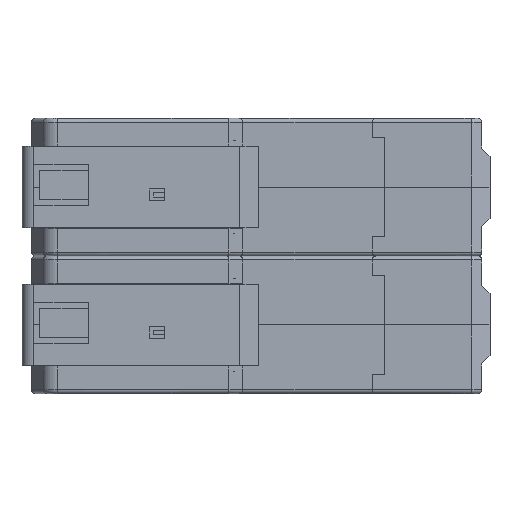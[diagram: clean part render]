
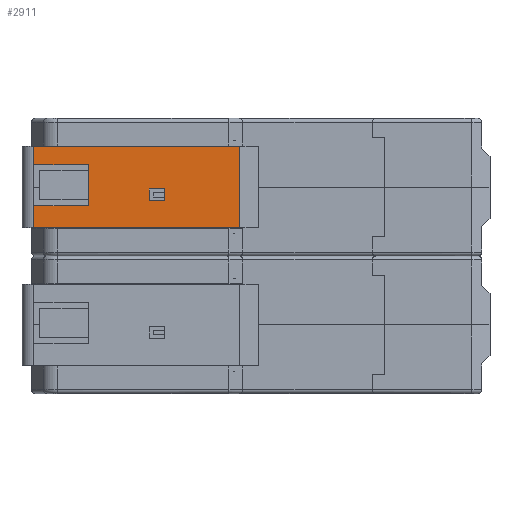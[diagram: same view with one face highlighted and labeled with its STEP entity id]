
A CAD part, front view. The second image highlights one B-rep face of the part: STEP entity #2911.
In plain terms, the highlighted planar face has unit normal (0, -1, 0).
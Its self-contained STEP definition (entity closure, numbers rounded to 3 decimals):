
#1267=PLANE('',#35230);
#2202=FACE_BOUND('',#6671,.T.);
#2203=FACE_BOUND('',#6672,.T.);
#2911=ADVANCED_FACE('',(#2202,#2203),#1267,.F.);
#6671=EDGE_LOOP('',(#18931,#18932,#18933,#18934));
#6672=EDGE_LOOP('',(#18935,#18936,#18937,#18938,#18939,#18940,#18941,#18942));
#9380=LINE('',#54229,#13159);
#9420=LINE('',#54321,#13199);
#9421=LINE('',#54324,#13200);
#9422=LINE('',#54326,#13201);
#9423=LINE('',#54328,#13202);
#9424=LINE('',#54329,#13203);
#9425=LINE('',#54332,#13204);
#9426=LINE('',#54334,#13205);
#9427=LINE('',#54336,#13206);
#9428=LINE('',#54338,#13207);
#9429=LINE('',#54340,#13208);
#9430=LINE('',#54341,#13209);
#13159=VECTOR('',#39995,1.);
#13199=VECTOR('',#40051,1.);
#13200=VECTOR('',#40052,1.);
#13201=VECTOR('',#40053,1.);
#13202=VECTOR('',#40054,1.);
#13203=VECTOR('',#40055,1.);
#13204=VECTOR('',#40056,1.);
#13205=VECTOR('',#40057,1.);
#13206=VECTOR('',#40058,1.);
#13207=VECTOR('',#40059,1.);
#13208=VECTOR('',#40060,1.);
#13209=VECTOR('',#40061,1.);
#18931=ORIENTED_EDGE('',*,*,#30337,.F.);
#18932=ORIENTED_EDGE('',*,*,#30338,.F.);
#18933=ORIENTED_EDGE('',*,*,#30339,.F.);
#18934=ORIENTED_EDGE('',*,*,#30340,.F.);
#18935=ORIENTED_EDGE('',*,*,#30341,.F.);
#18936=ORIENTED_EDGE('',*,*,#30342,.T.);
#18937=ORIENTED_EDGE('',*,*,#30343,.F.);
#18938=ORIENTED_EDGE('',*,*,#30344,.F.);
#18939=ORIENTED_EDGE('',*,*,#30345,.F.);
#18940=ORIENTED_EDGE('',*,*,#30346,.T.);
#18941=ORIENTED_EDGE('',*,*,#30292,.T.);
#18942=ORIENTED_EDGE('',*,*,#30347,.F.);
#26516=VERTEX_POINT('',#54230);
#26517=VERTEX_POINT('',#54231);
#26560=VERTEX_POINT('',#54322);
#26561=VERTEX_POINT('',#54323);
#26562=VERTEX_POINT('',#54325);
#26563=VERTEX_POINT('',#54327);
#26564=VERTEX_POINT('',#54330);
#26565=VERTEX_POINT('',#54331);
#26566=VERTEX_POINT('',#54333);
#26567=VERTEX_POINT('',#54335);
#26568=VERTEX_POINT('',#54337);
#26569=VERTEX_POINT('',#54339);
#30292=EDGE_CURVE('',#26516,#26517,#9380,.T.);
#30337=EDGE_CURVE('',#26560,#26561,#9420,.T.);
#30338=EDGE_CURVE('',#26562,#26560,#9421,.T.);
#30339=EDGE_CURVE('',#26563,#26562,#9422,.T.);
#30340=EDGE_CURVE('',#26561,#26563,#9423,.T.);
#30341=EDGE_CURVE('',#26564,#26565,#9424,.T.);
#30342=EDGE_CURVE('',#26564,#26566,#9425,.T.);
#30343=EDGE_CURVE('',#26567,#26566,#9426,.T.);
#30344=EDGE_CURVE('',#26568,#26567,#9427,.T.);
#30345=EDGE_CURVE('',#26569,#26568,#9428,.T.);
#30346=EDGE_CURVE('',#26569,#26516,#9429,.T.);
#30347=EDGE_CURVE('',#26565,#26517,#9430,.T.);
#35230=AXIS2_PLACEMENT_3D('',#54342,#40062,#40063);
#39995=DIRECTION('',(1.,0.,0.));
#40051=DIRECTION('',(0.,0.,-1.));
#40052=DIRECTION('',(-1.,0.,0.));
#40053=DIRECTION('',(0.,0.,1.));
#40054=DIRECTION('',(1.,0.,0.));
#40055=DIRECTION('',(1.,0.,0.));
#40056=DIRECTION('',(0.,0.,-1.));
#40057=DIRECTION('',(-1.,0.,0.));
#40058=DIRECTION('',(0.,0.,1.));
#40059=DIRECTION('',(1.,0.,0.));
#40060=DIRECTION('',(0.,0.,-1.));
#40061=DIRECTION('',(0.,0.,-1.));
#40062=DIRECTION('',(0.,1.,0.));
#40063=DIRECTION('',(1.,0.,0.));
#54229=CARTESIAN_POINT('',(-45.914,-44.124,-27.978));
#54230=CARTESIAN_POINT('',(-42.914,-44.124,-27.978));
#54231=CARTESIAN_POINT('',(9.761,-44.124,-27.978));
#54321=CARTESIAN_POINT('',(-13.414,-44.124,-7.178));
#54322=CARTESIAN_POINT('',(-13.414,-44.124,-18.056));
#54323=CARTESIAN_POINT('',(-13.414,-44.124,-21.056));
#54324=CARTESIAN_POINT('',(-45.914,-44.124,-18.056));
#54325=CARTESIAN_POINT('',(-9.414,-44.124,-18.056));
#54326=CARTESIAN_POINT('',(-9.414,-44.124,-7.178));
#54327=CARTESIAN_POINT('',(-9.414,-44.124,-21.056));
#54328=CARTESIAN_POINT('',(-45.914,-44.124,-21.056));
#54329=CARTESIAN_POINT('',(-45.914,-44.124,-7.178));
#54330=CARTESIAN_POINT('',(-42.914,-44.124,-7.178));
#54331=CARTESIAN_POINT('',(9.761,-44.124,-7.178));
#54332=CARTESIAN_POINT('',(-42.914,-44.124,-7.178));
#54333=CARTESIAN_POINT('',(-42.914,-44.124,-11.828));
#54334=CARTESIAN_POINT('',(-45.914,-44.124,-11.828));
#54335=CARTESIAN_POINT('',(-28.914,-44.124,-11.828));
#54336=CARTESIAN_POINT('',(-28.914,-44.124,-7.178));
#54337=CARTESIAN_POINT('',(-28.914,-44.124,-22.328));
#54338=CARTESIAN_POINT('',(-45.914,-44.124,-22.328));
#54339=CARTESIAN_POINT('',(-42.914,-44.124,-22.328));
#54340=CARTESIAN_POINT('',(-42.914,-44.124,-7.178));
#54341=CARTESIAN_POINT('',(9.761,-44.124,-7.178));
#54342=CARTESIAN_POINT('',(-45.914,-44.124,-7.178));
